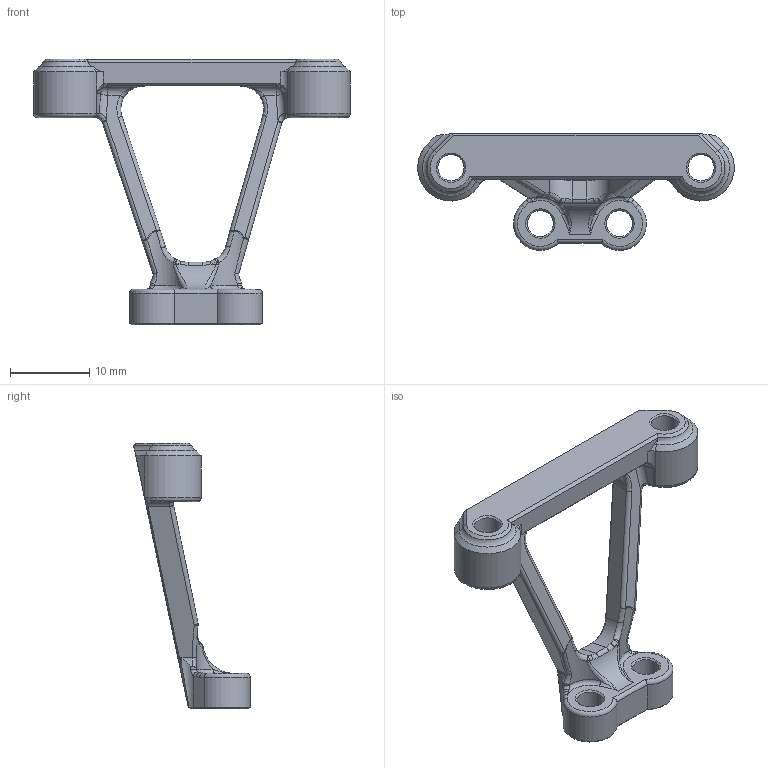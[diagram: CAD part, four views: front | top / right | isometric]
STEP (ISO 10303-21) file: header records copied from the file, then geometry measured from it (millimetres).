
FILE_DESCRIPTION(/* description */ ('STEP AP242','CAx-IF Rec.Pracs.---Representation and Presentation of Product Manufacturing Information (PMI)---4.0---2014-10-13','CAx-IF Rec.Pracs.---3D Tessellated Geometry---0.4---2014-09-14','2;1'),/* implementation_level */ '2;1');
FILE_NAME(/* name */ '661ddf0a79b42b4f5d97de45',/* time_stamp */ '2024-04-16T02:14:35Z',/* author */ (''),/* organization */ (''),/* preprocessor_version */ 'ST-DEVELOPER v20',/* originating_system */ ' ',/* authorisation */ ' ');
FILE_SCHEMA (('AP242_MANAGED_MODEL_BASED_3D_ENGINEERING_MIM_LF { 1 0 10303 442 1 1 4 }'));
Length unit declared in the file: metre
Products named in the file (1): Part 1
Bounding box: 39.98 x 14.71 x 33.6 mm (x, y, z)
Volume: 1970 mm3; surface area: 2080 mm2
Topology: 1 solids, 1 shells, 186 faces, 452 edges, 258 vertices
Faces by surface type: plane 51, bspline 48, cylinder 43, cone 24, torus 12, sphere 8
Full cylindrical faces by diameter (mm): 3.3 x4, 4.8 x2
Entity records: 6136 total; most frequent: CARTESIAN_POINT 2231, ORIENTED_EDGE 838, DIRECTION 745, EDGE_CURVE 419, AXIS2_PLACEMENT_3D 305, VERTEX_POINT 254, EDGE_LOOP 215, FACE_BOUND 215
